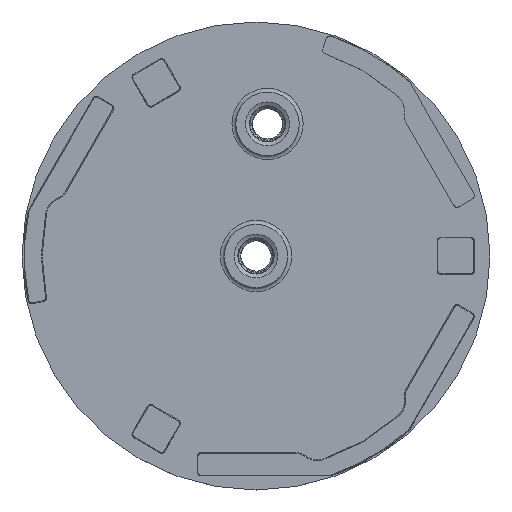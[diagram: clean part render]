
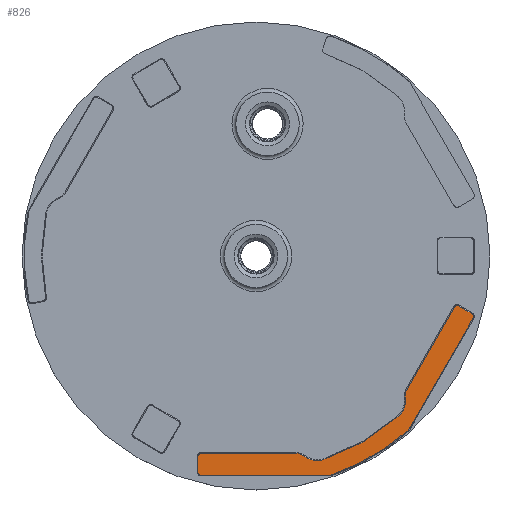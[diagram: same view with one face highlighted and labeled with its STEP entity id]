
A CAD part, top view. The second image highlights one B-rep face of the part: STEP entity #826.
In plain terms, the highlighted planar face has unit normal (0, 0, 1).
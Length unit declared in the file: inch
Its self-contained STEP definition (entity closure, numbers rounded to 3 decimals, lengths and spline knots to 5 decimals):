
#361=PLANE('',#4840);
#826=ADVANCED_FACE('',(#1117),#361,.T.);
#1117=FACE_OUTER_BOUND('',#1481,.T.);
#1481=EDGE_LOOP('',(#2635,#2636,#2637,#2638,#2639,#2640,#2641,#2642,#2643,
#2644,#2645,#2646,#2647,#2648,#2649,#2650,#2651,#2652,#2653,#2654));
#1745=CIRCLE('',#4828,0.04);
#1746=CIRCLE('',#4829,2.968);
#1747=CIRCLE('',#4830,0.04);
#1748=CIRCLE('',#4831,0.04);
#1749=CIRCLE('',#4832,0.04);
#1750=CIRCLE('',#4833,0.19);
#1751=CIRCLE('',#4834,0.26);
#1752=CIRCLE('',#4835,0.51);
#1753=CIRCLE('',#4836,0.26);
#1754=CIRCLE('',#4837,0.19);
#1755=CIRCLE('',#4838,0.04);
#1756=CIRCLE('',#4839,0.04);
#2635=ORIENTED_EDGE('',*,*,#3862,.T.);
#2636=ORIENTED_EDGE('',*,*,#3863,.T.);
#2637=ORIENTED_EDGE('',*,*,#3864,.T.);
#2638=ORIENTED_EDGE('',*,*,#3865,.T.);
#2639=ORIENTED_EDGE('',*,*,#3866,.T.);
#2640=ORIENTED_EDGE('',*,*,#3867,.T.);
#2641=ORIENTED_EDGE('',*,*,#3868,.T.);
#2642=ORIENTED_EDGE('',*,*,#3869,.T.);
#2643=ORIENTED_EDGE('',*,*,#3870,.T.);
#2644=ORIENTED_EDGE('',*,*,#3871,.T.);
#2645=ORIENTED_EDGE('',*,*,#3872,.T.);
#2646=ORIENTED_EDGE('',*,*,#3873,.T.);
#2647=ORIENTED_EDGE('',*,*,#3874,.T.);
#2648=ORIENTED_EDGE('',*,*,#3875,.T.);
#2649=ORIENTED_EDGE('',*,*,#3876,.T.);
#2650=ORIENTED_EDGE('',*,*,#3877,.T.);
#2651=ORIENTED_EDGE('',*,*,#3878,.T.);
#2652=ORIENTED_EDGE('',*,*,#3879,.T.);
#2653=ORIENTED_EDGE('',*,*,#3880,.T.);
#2654=ORIENTED_EDGE('',*,*,#3881,.T.);
#3334=VERTEX_POINT('',#32477);
#3335=VERTEX_POINT('',#32478);
#3336=VERTEX_POINT('',#32480);
#3337=VERTEX_POINT('',#32482);
#3338=VERTEX_POINT('',#32484);
#3339=VERTEX_POINT('',#32486);
#3340=VERTEX_POINT('',#32488);
#3341=VERTEX_POINT('',#32490);
#3342=VERTEX_POINT('',#32492);
#3343=VERTEX_POINT('',#32494);
#3344=VERTEX_POINT('',#32496);
#3345=VERTEX_POINT('',#32498);
#3346=VERTEX_POINT('',#32500);
#3347=VERTEX_POINT('',#32502);
#3348=VERTEX_POINT('',#32504);
#3349=VERTEX_POINT('',#32506);
#3350=VERTEX_POINT('',#32508);
#3351=VERTEX_POINT('',#32510);
#3352=VERTEX_POINT('',#32512);
#3353=VERTEX_POINT('',#32514);
#3862=EDGE_CURVE('',#3334,#3335,#1745,.T.);
#3863=EDGE_CURVE('',#3335,#3336,#1746,.T.);
#3864=EDGE_CURVE('',#3336,#3337,#1747,.T.);
#3865=EDGE_CURVE('',#3337,#3338,#4166,.T.);
#3866=EDGE_CURVE('',#3338,#3339,#1748,.T.);
#3867=EDGE_CURVE('',#3339,#3340,#4167,.T.);
#3868=EDGE_CURVE('',#3340,#3341,#1749,.T.);
#3869=EDGE_CURVE('',#3341,#3342,#4168,.T.);
#3870=EDGE_CURVE('',#3342,#3343,#1750,.T.);
#3871=EDGE_CURVE('',#3343,#3344,#1751,.T.);
#3872=EDGE_CURVE('',#3344,#3345,#4169,.T.);
#3873=EDGE_CURVE('',#3345,#3346,#1752,.T.);
#3874=EDGE_CURVE('',#3346,#3347,#4170,.T.);
#3875=EDGE_CURVE('',#3347,#3348,#1753,.T.);
#3876=EDGE_CURVE('',#3348,#3349,#1754,.T.);
#3877=EDGE_CURVE('',#3349,#3350,#4171,.T.);
#3878=EDGE_CURVE('',#3350,#3351,#1755,.T.);
#3879=EDGE_CURVE('',#3351,#3352,#4172,.T.);
#3880=EDGE_CURVE('',#3352,#3353,#1756,.T.);
#3881=EDGE_CURVE('',#3353,#3334,#4173,.T.);
#4166=LINE('',#32483,#4417);
#4167=LINE('',#32487,#4418);
#4168=LINE('',#32491,#4419);
#4169=LINE('',#32497,#4420);
#4170=LINE('',#32501,#4421);
#4171=LINE('',#32507,#4422);
#4172=LINE('',#32511,#4423);
#4173=LINE('',#32515,#4424);
#4417=VECTOR('',#5772,1.);
#4418=VECTOR('',#5775,1.);
#4419=VECTOR('',#5778,1.);
#4420=VECTOR('',#5783,1.);
#4421=VECTOR('',#5786,1.);
#4422=VECTOR('',#5791,1.);
#4423=VECTOR('',#5794,1.);
#4424=VECTOR('',#5797,1.);
#4828=AXIS2_PLACEMENT_3D('',#32476,#5766,#5767);
#4829=AXIS2_PLACEMENT_3D('',#32479,#5768,#5769);
#4830=AXIS2_PLACEMENT_3D('',#32481,#5770,#5771);
#4831=AXIS2_PLACEMENT_3D('',#32485,#5773,#5774);
#4832=AXIS2_PLACEMENT_3D('',#32489,#5776,#5777);
#4833=AXIS2_PLACEMENT_3D('',#32493,#5779,#5780);
#4834=AXIS2_PLACEMENT_3D('',#32495,#5781,#5782);
#4835=AXIS2_PLACEMENT_3D('',#32499,#5784,#5785);
#4836=AXIS2_PLACEMENT_3D('',#32503,#5787,#5788);
#4837=AXIS2_PLACEMENT_3D('',#32505,#5789,#5790);
#4838=AXIS2_PLACEMENT_3D('',#32509,#5792,#5793);
#4839=AXIS2_PLACEMENT_3D('',#32513,#5795,#5796);
#4840=AXIS2_PLACEMENT_3D('',#32516,#5798,#5799);
#5766=DIRECTION('',(0.,0.,1.));
#5767=DIRECTION('',(1.,0.,0.));
#5768=DIRECTION('',(0.,0.,1.));
#5769=DIRECTION('',(1.,0.,0.));
#5770=DIRECTION('',(0.,0.,1.));
#5771=DIRECTION('',(1.,0.,0.));
#5772=DIRECTION('',(0.5,0.866,0.));
#5773=DIRECTION('',(0.,0.,1.));
#5774=DIRECTION('',(1.,0.,0.));
#5775=DIRECTION('',(-0.866,0.5,0.));
#5776=DIRECTION('',(0.,0.,1.));
#5777=DIRECTION('',(1.,0.,0.));
#5778=DIRECTION('',(-0.5,-0.866,0.));
#5779=DIRECTION('',(0.,0.,1.));
#5780=DIRECTION('',(1.,0.,0.));
#5781=DIRECTION('',(0.,0.,-1.));
#5782=DIRECTION('',(1.,0.,0.));
#5783=DIRECTION('',(-0.809,-0.588,0.));
#5784=DIRECTION('',(0.,0.,-1.));
#5785=DIRECTION('',(1.,0.,0.));
#5786=DIRECTION('',(-0.914,-0.406,0.));
#5787=DIRECTION('',(0.,0.,-1.));
#5788=DIRECTION('',(1.,0.,0.));
#5789=DIRECTION('',(0.,0.,1.));
#5790=DIRECTION('',(1.,0.,0.));
#5791=DIRECTION('',(-1.,0.,0.));
#5792=DIRECTION('',(0.,0.,1.));
#5793=DIRECTION('',(1.,0.,0.));
#5794=DIRECTION('',(0.,-1.,0.));
#5795=DIRECTION('',(0.,0.,1.));
#5796=DIRECTION('',(1.,0.,0.));
#5797=DIRECTION('',(1.,0.,0.));
#5798=DIRECTION('',(0.,0.,1.));
#5799=DIRECTION('',(1.,0.,0.));
#32476=CARTESIAN_POINT('',(0.94875,-2.77003,34.49354));
#32477=CARTESIAN_POINT('',(0.94875,-2.81003,34.49354));
#32478=CARTESIAN_POINT('',(0.96171,-2.80787,34.49354));
#32479=CARTESIAN_POINT('',(0.,0.,
34.49354));
#32480=CARTESIAN_POINT('',(1.95083,-2.2368,34.49354));
#32481=CARTESIAN_POINT('',(1.92454,-2.20665,34.49354));
#32482=CARTESIAN_POINT('',(1.95918,-2.22665,34.49354));
#32483=CARTESIAN_POINT('',(1.51798,-2.99084,34.49354));
#32484=CARTESIAN_POINT('',(2.78575,-0.795,34.49354));
#32485=CARTESIAN_POINT('',(2.75111,-0.775,34.49354));
#32486=CARTESIAN_POINT('',(2.77111,-0.74036,34.49354));
#32487=CARTESIAN_POINT('',(2.19361,-0.40694,34.49354));
#32488=CARTESIAN_POINT('',(2.5979,-0.64036,34.49354));
#32489=CARTESIAN_POINT('',(2.5779,-0.675,34.49354));
#32490=CARTESIAN_POINT('',(2.54326,-0.655,34.49354));
#32491=CARTESIAN_POINT('',(1.27549,-2.85084,34.49354));
#32492=CARTESIAN_POINT('',(1.93621,-1.70644,34.49354));
#32493=CARTESIAN_POINT('',(2.10076,-1.80144,34.49354));
#32494=CARTESIAN_POINT('',(1.91241,-1.82642,34.49354));
#32495=CARTESIAN_POINT('',(1.65467,-1.8606,34.49354));
#32496=CARTESIAN_POINT('',(1.80762,-2.07085,34.49354));
#32497=CARTESIAN_POINT('',(1.42024,-2.35267,34.49354));
#32498=CARTESIAN_POINT('',(1.42024,-2.35267,34.49354));
#32499=CARTESIAN_POINT('',(1.12021,-1.94026,34.49354));
#32500=CARTESIAN_POINT('',(1.32735,-2.4063,34.49354));
#32501=CARTESIAN_POINT('',(0.8896,-2.60087,34.49354));
#32502=CARTESIAN_POINT('',(0.8896,-2.60087,34.49354));
#32503=CARTESIAN_POINT('',(0.784,-2.36328,34.49354));
#32504=CARTESIAN_POINT('',(0.62552,-2.5694,34.49354));
#32505=CARTESIAN_POINT('',(0.50971,-2.72003,34.49354));
#32506=CARTESIAN_POINT('',(0.50971,-2.53003,34.49354));
#32507=CARTESIAN_POINT('',(0.90584,-2.53003,34.49354));
#32508=CARTESIAN_POINT('',(-0.70438,-2.53003,34.49354));
#32509=CARTESIAN_POINT('',(-0.70438,-2.57003,34.49354));
#32510=CARTESIAN_POINT('',(-0.74438,-2.57003,34.49354));
#32511=CARTESIAN_POINT('',(-0.74438,-2.63742,34.49354));
#32512=CARTESIAN_POINT('',(-0.74438,-2.77003,34.49354));
#32513=CARTESIAN_POINT('',(-0.70438,-2.77003,34.49354));
#32514=CARTESIAN_POINT('',(-0.70438,-2.81003,34.49354));
#32515=CARTESIAN_POINT('',(0.90584,-2.81003,34.49354));
#32516=CARTESIAN_POINT('',(0.90584,-2.63742,34.49354));
